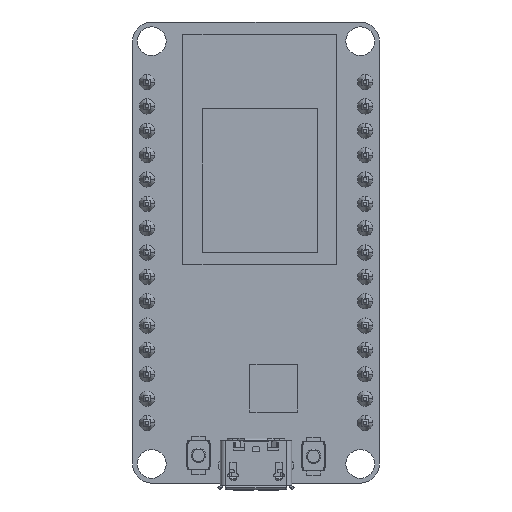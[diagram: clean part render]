
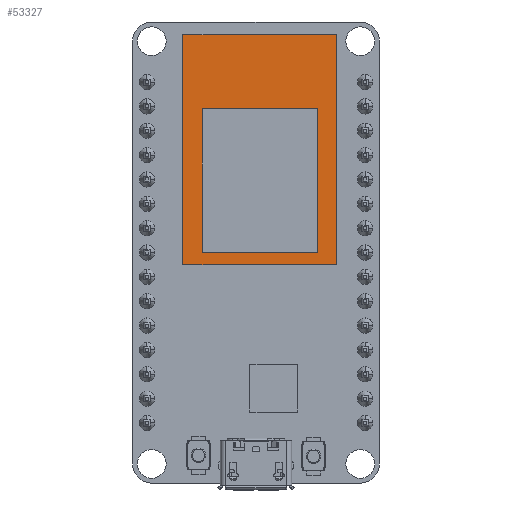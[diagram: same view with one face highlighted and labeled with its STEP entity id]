
A CAD part, top view. The second image highlights one B-rep face of the part: STEP entity #53327.
In plain terms, the highlighted planar face has unit normal (0, 0, 1).
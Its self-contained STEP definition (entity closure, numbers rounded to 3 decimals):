
#53263 = VERTEX_POINT('',#53264);
#53264 = CARTESIAN_POINT('',(-7.62,-1.27,2.538));
#53279 = VERTEX_POINT('',#53280);
#53280 = CARTESIAN_POINT('',(-7.62,22.73,2.538));
#53286 = EDGE_CURVE('',#53263,#53279,#53287,.T.);
#53287 = LINE('',#53288,#53289);
#53288 = CARTESIAN_POINT('',(-7.62,-1.27,2.538));
#53289 = VECTOR('',#53290,1.);
#53290 = DIRECTION('',(0.,1.,0.));
#53309 = EDGE_CURVE('',#53263,#53310,#53312,.T.);
#53310 = VERTEX_POINT('',#53311);
#53311 = CARTESIAN_POINT('',(8.38,-1.27,2.538));
#53312 = LINE('',#53313,#53314);
#53313 = CARTESIAN_POINT('',(-7.62,-1.27,2.538));
#53314 = VECTOR('',#53315,1.);
#53315 = DIRECTION('',(1.,0.,0.));
#53327 = ADVANCED_FACE('',(#53328,#53346),#53380,.T.);
#53328 = FACE_BOUND('',#53329,.T.);
#53329 = EDGE_LOOP('',(#53330,#53331,#53332,#53340));
#53330 = ORIENTED_EDGE('',*,*,#53286,.F.);
#53331 = ORIENTED_EDGE('',*,*,#53309,.T.);
#53332 = ORIENTED_EDGE('',*,*,#53333,.T.);
#53333 = EDGE_CURVE('',#53310,#53334,#53336,.T.);
#53334 = VERTEX_POINT('',#53335);
#53335 = CARTESIAN_POINT('',(8.38,22.73,2.538));
#53336 = LINE('',#53337,#53338);
#53337 = CARTESIAN_POINT('',(8.38,-1.27,2.538));
#53338 = VECTOR('',#53339,1.);
#53339 = DIRECTION('',(0.,1.,0.));
#53340 = ORIENTED_EDGE('',*,*,#53341,.F.);
#53341 = EDGE_CURVE('',#53279,#53334,#53342,.T.);
#53342 = LINE('',#53343,#53344);
#53343 = CARTESIAN_POINT('',(-7.62,22.73,2.538));
#53344 = VECTOR('',#53345,1.);
#53345 = DIRECTION('',(1.,0.,0.));
#53346 = FACE_BOUND('',#53347,.T.);
#53347 = EDGE_LOOP('',(#53348,#53358,#53366,#53374));
#53348 = ORIENTED_EDGE('',*,*,#53349,.T.);
#53349 = EDGE_CURVE('',#53350,#53352,#53354,.T.);
#53350 = VERTEX_POINT('',#53351);
#53351 = CARTESIAN_POINT('',(-5.62,0.,2.538));
#53352 = VERTEX_POINT('',#53353);
#53353 = CARTESIAN_POINT('',(-5.62,15.,2.538));
#53354 = LINE('',#53355,#53356);
#53355 = CARTESIAN_POINT('',(-5.62,0.,2.538));
#53356 = VECTOR('',#53357,1.);
#53357 = DIRECTION('',(0.,1.,0.));
#53358 = ORIENTED_EDGE('',*,*,#53359,.T.);
#53359 = EDGE_CURVE('',#53352,#53360,#53362,.T.);
#53360 = VERTEX_POINT('',#53361);
#53361 = CARTESIAN_POINT('',(6.38,15.,2.538));
#53362 = LINE('',#53363,#53364);
#53363 = CARTESIAN_POINT('',(-5.62,15.,2.538));
#53364 = VECTOR('',#53365,1.);
#53365 = DIRECTION('',(1.,0.,0.));
#53366 = ORIENTED_EDGE('',*,*,#53367,.F.);
#53367 = EDGE_CURVE('',#53368,#53360,#53370,.T.);
#53368 = VERTEX_POINT('',#53369);
#53369 = CARTESIAN_POINT('',(6.38,0.,2.538));
#53370 = LINE('',#53371,#53372);
#53371 = CARTESIAN_POINT('',(6.38,0.,2.538));
#53372 = VECTOR('',#53373,1.);
#53373 = DIRECTION('',(0.,1.,0.));
#53374 = ORIENTED_EDGE('',*,*,#53375,.F.);
#53375 = EDGE_CURVE('',#53350,#53368,#53376,.T.);
#53376 = LINE('',#53377,#53378);
#53377 = CARTESIAN_POINT('',(-5.62,0.,2.538));
#53378 = VECTOR('',#53379,1.);
#53379 = DIRECTION('',(1.,0.,0.));
#53380 = PLANE('',#53381);
#53381 = AXIS2_PLACEMENT_3D('',#53382,#53383,#53384);
#53382 = CARTESIAN_POINT('',(-7.62,-1.27,2.538));
#53383 = DIRECTION('',(0.,0.,1.));
#53384 = DIRECTION('',(1.,0.,0.));
